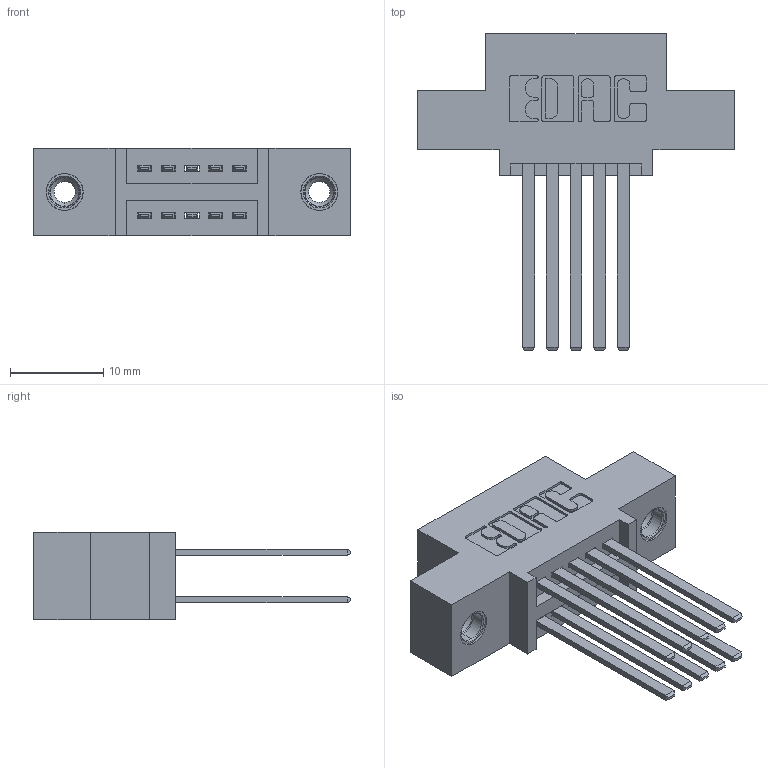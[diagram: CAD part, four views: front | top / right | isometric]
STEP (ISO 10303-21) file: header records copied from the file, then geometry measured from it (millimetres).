
FILE_DESCRIPTION (( 'STEP AP203' ), '1' );
FILE_NAME ('395-010-544-508.STEP', '2018-11-02T14:03:40', ( '' ), ( '' ), 'SwSTEP 2.0', 'SolidWorks 2016', '' );
FILE_SCHEMA (( 'CONFIG_CONTROL_DESIGN' ));
Length unit declared in the file: inch
Products named in the file (4): 345-292-001_345-293-144; 395-010-544-508; 345-250-001_345-250-003-102; 345 Part_0.110 Offset - 0.156 Dia-TI
Assembly tree (13 placements, depth 2):
  395-010-544-508
    345 Part_0.110 Offset - 0.156 Dia-TI
    345-292-001_345-293-144  x10
    345-250-001_345-250-003-102  x2
Bounding box: 33.91 x 33.96 x 9.4 mm (x, y, z)
Volume: 3010.8 mm3; surface area: 4251 mm2
Topology: 13 solids, 13 shells, 630 faces, 1799 edges, 1178 vertices
Faces by surface type: plane 406, cylinder 208, cone 12, torus 4
Entity records: 10038 total; most frequent: CARTESIAN_POINT 1699, ORIENTED_EDGE 1626, DIRECTION 1567, EDGE_CURVE 813, VECTOR 645, LINE 645, VERTEX_POINT 536, AXIS2_PLACEMENT_3D 461
